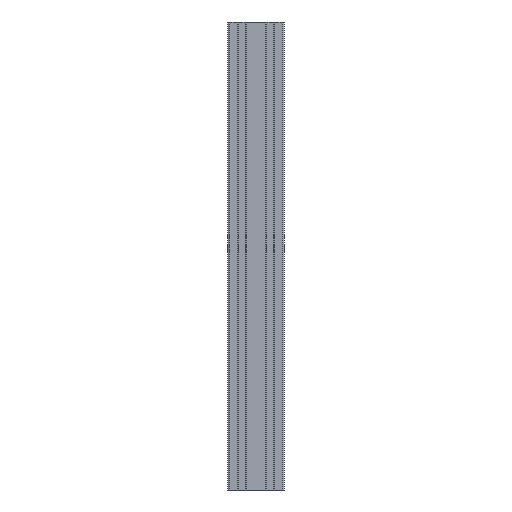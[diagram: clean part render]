
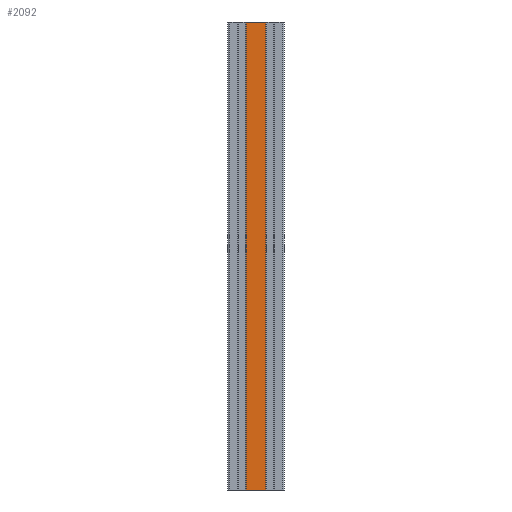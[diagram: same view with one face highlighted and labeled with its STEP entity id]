
A CAD part, front view. The second image highlights one B-rep face of the part: STEP entity #2092.
In plain terms, the highlighted planar face has unit normal (0, -1, 0).
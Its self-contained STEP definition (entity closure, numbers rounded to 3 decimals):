
#149 = EDGE_CURVE ( 'NONE', #200, #4302, #871, .T. ) ;
#191 = LINE ( 'NONE', #219, #3702 ) ;
#200 = VERTEX_POINT ( 'NONE', #1861 ) ;
#219 = CARTESIAN_POINT ( 'NONE',  ( -31.386, -69.68, 330. ) ) ;
#232 = CARTESIAN_POINT ( 'NONE',  ( -31.386, -69.68, 330. ) ) ;
#570 = EDGE_LOOP ( 'NONE', ( #2813, #5054, #2643, #4073 ) ) ;
#575 = AXIS2_PLACEMENT_3D ( 'NONE', #232, #3217, #2249 ) ;
#834 = LINE ( 'NONE', #2358, #5722 ) ;
#871 = LINE ( 'NONE', #1362, #4793 ) ;
#1153 = PLANE ( 'NONE',  #575 ) ;
#1359 = DIRECTION ( 'NONE',  ( 1., 0., 0. ) ) ;
#1362 = CARTESIAN_POINT ( 'NONE',  ( -17.662, -69.68, 330. ) ) ;
#1861 = CARTESIAN_POINT ( 'NONE',  ( -17.662, -69.68, 330. ) ) ;
#1870 = VERTEX_POINT ( 'NONE', #4430 ) ;
#2092 = ADVANCED_FACE ( 'NONE', ( #5194 ), #1153, .F. ) ;
#2164 = EDGE_CURVE ( 'NONE', #6316, #1870, #2823, .T. ) ;
#2239 = DIRECTION ( 'NONE',  ( 1., 0., 0. ) ) ;
#2249 = DIRECTION ( 'NONE',  ( 0., 0., 1. ) ) ;
#2358 = CARTESIAN_POINT ( 'NONE',  ( -31.386, -69.68, 0. ) ) ;
#2643 = ORIENTED_EDGE ( 'NONE', *, *, #6011, .F. ) ;
#2687 = DIRECTION ( 'NONE',  ( 0., 0., -1. ) ) ;
#2813 = ORIENTED_EDGE ( 'NONE', *, *, #5265, .T. ) ;
#2823 = LINE ( 'NONE', #3800, #6283 ) ;
#3217 = DIRECTION ( 'NONE',  ( 0., 1., 0. ) ) ;
#3383 = DIRECTION ( 'NONE',  ( 0., 0., -1. ) ) ;
#3702 = VECTOR ( 'NONE', #2239, 1000. ) ;
#3734 = CARTESIAN_POINT ( 'NONE',  ( -17.662, -69.68, 0. ) ) ;
#3800 = CARTESIAN_POINT ( 'NONE',  ( -31.386, -69.68, 330. ) ) ;
#4014 = CARTESIAN_POINT ( 'NONE',  ( -31.386, -69.68, 330. ) ) ;
#4073 = ORIENTED_EDGE ( 'NONE', *, *, #2164, .T. ) ;
#4302 = VERTEX_POINT ( 'NONE', #3734 ) ;
#4430 = CARTESIAN_POINT ( 'NONE',  ( -31.386, -69.68, 0. ) ) ;
#4793 = VECTOR ( 'NONE', #3383, 1000. ) ;
#5054 = ORIENTED_EDGE ( 'NONE', *, *, #149, .F. ) ;
#5194 = FACE_OUTER_BOUND ( 'NONE', #570, .T. ) ;
#5265 = EDGE_CURVE ( 'NONE', #1870, #4302, #834, .T. ) ;
#5722 = VECTOR ( 'NONE', #1359, 1000. ) ;
#6011 = EDGE_CURVE ( 'NONE', #6316, #200, #191, .T. ) ;
#6283 = VECTOR ( 'NONE', #2687, 1000. ) ;
#6316 = VERTEX_POINT ( 'NONE', #4014 ) ;
